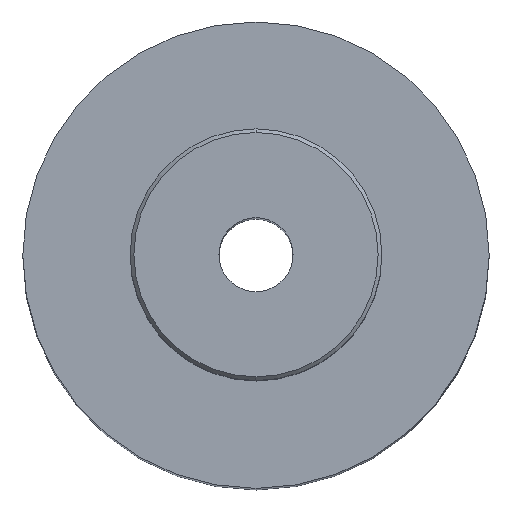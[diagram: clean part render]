
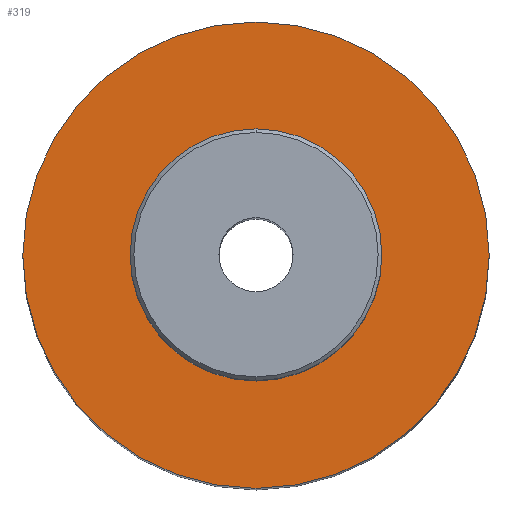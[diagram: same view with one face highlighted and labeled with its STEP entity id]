
A CAD part, top view. The second image highlights one B-rep face of the part: STEP entity #319.
In plain terms, the highlighted planar face has unit normal (0, 0, 1).
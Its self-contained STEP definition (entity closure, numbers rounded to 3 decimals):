
#54=CARTESIAN_POINT('',(0.,0.,0.));
#55=DIRECTION('',(0.,0.,-1.));
#56=DIRECTION('',(0.,1.,0.));
#57=AXIS2_PLACEMENT_3D('',#54,#55,#56);
#62=CARTESIAN_POINT('',(0.,0.,0.));
#63=DIRECTION('',(0.,0.,1.));
#64=DIRECTION('',(0.,1.,0.));
#65=AXIS2_PLACEMENT_3D('',#62,#63,#64);
#78=CARTESIAN_POINT('',(0.,0.,0.));
#79=DIRECTION('',(0.,0.,1.));
#80=DIRECTION('',(0.,1.,0.));
#81=AXIS2_PLACEMENT_3D('',#78,#79,#80);
#147=CARTESIAN_POINT('',(0.,0.,0.));
#148=DIRECTION('',(0.,0.,-1.));
#149=DIRECTION('',(0.,1.,0.));
#150=AXIS2_PLACEMENT_3D('',#147,#148,#149);
#223=CARTESIAN_POINT('',(0.,31.5,0.));
#225=VERTEX_POINT('',#223);
#227=CARTESIAN_POINT('',(0.,-31.5,0.));
#229=VERTEX_POINT('',#227);
#230=CARTESIAN_POINT('',(0.,17.,0.));
#231=CARTESIAN_POINT('',(0.,-17.,0.));
#232=VERTEX_POINT('',#230);
#233=VERTEX_POINT('',#231);
#304=CARTESIAN_POINT('',(0.,0.,0.));
#305=DIRECTION('',(0.,0.,1.));
#306=DIRECTION('',(0.,1.,0.));
#307=AXIS2_PLACEMENT_3D('',#304,#305,#306);
#308=PLANE('',#307);
#309=ORIENTED_EDGE('',*,*,#286,.T.);
#310=ORIENTED_EDGE('',*,*,#297,.F.);
#311=EDGE_LOOP('',(#309,#310));
#312=FACE_OUTER_BOUND('',#311,.F.);
#314=ORIENTED_EDGE('',*,*,#313,.T.);
#316=ORIENTED_EDGE('',*,*,#315,.F.);
#317=EDGE_LOOP('',(#314,#316));
#318=FACE_BOUND('',#317,.F.);
#58=CIRCLE('',#57,31.5);
#66=CIRCLE('',#65,31.5);
#82=CIRCLE('',#81,17.);
#151=CIRCLE('',#150,17.);
#286=EDGE_CURVE('',#225,#229,#58,.T.);
#297=EDGE_CURVE('',#225,#229,#66,.T.);
#313=EDGE_CURVE('',#232,#233,#82,.T.);
#315=EDGE_CURVE('',#232,#233,#151,.T.);
#319=ADVANCED_FACE('',(#312,#318),#308,.T.);
